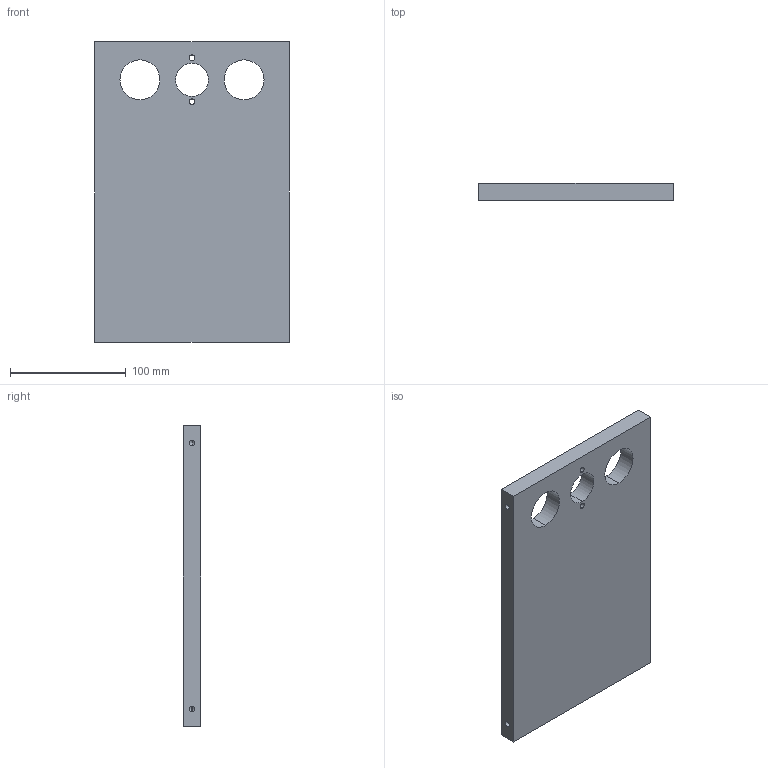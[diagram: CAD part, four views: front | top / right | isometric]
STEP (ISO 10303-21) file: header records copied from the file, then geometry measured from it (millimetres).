
FILE_DESCRIPTION (( 'STEP AP214' ), '1' );
FILE_NAME ('Flasque haute OVBT INOX.STEP', '2022-01-17T13:41:48', ( '' ), ( '' ), 'SwSTEP 2.0', 'SolidWorks 2014', '' );
FILE_SCHEMA (( 'AUTOMOTIVE_DESIGN' ));
Length unit declared in the file: millimetre
Products named in the file (1): Flasque haute OVBT INOX
Bounding box: 168 x 15 x 260 mm (x, y, z)
Volume: 615779.8 mm3; surface area: 101127.7 mm2
Topology: 1 solids, 1 shells, 32 faces, 82 edges, 48 vertices
Faces by surface type: cylinder 18, cone 8, plane 6
Entity records: 998 total; most frequent: DIRECTION 176, CARTESIAN_POINT 155, ORIENTED_EDGE 148, EDGE_CURVE 74, AXIS2_PLACEMENT_3D 69, VERTEX_POINT 48, EDGE_LOOP 46, VECTOR 38
